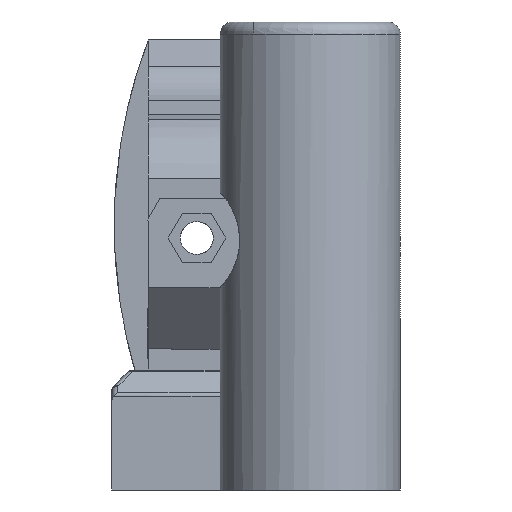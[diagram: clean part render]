
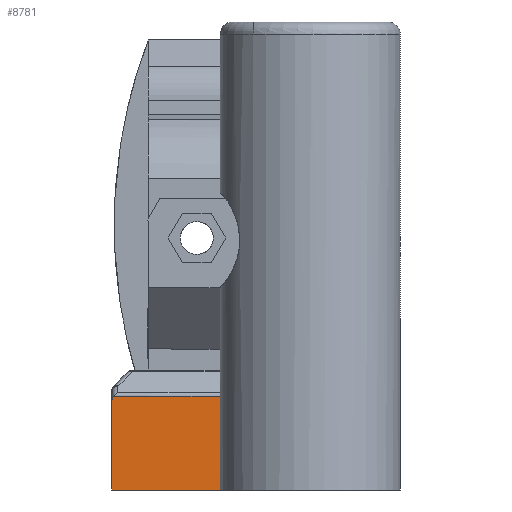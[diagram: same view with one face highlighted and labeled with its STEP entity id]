
A CAD part, front view. The second image highlights one B-rep face of the part: STEP entity #8781.
In plain terms, the highlighted planar face has unit normal (0, -1, 0).
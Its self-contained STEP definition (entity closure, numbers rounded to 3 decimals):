
#1503 = PLANE('',#1504);
#1504 = AXIS2_PLACEMENT_3D('',#1505,#1506,#1507);
#1505 = CARTESIAN_POINT('',(-6.719,36.466,0.));
#1506 = DIRECTION('',(0.,0.,-1.));
#1507 = DIRECTION('',(-1.,0.,0.));
#3189 = VERTEX_POINT('',#3190);
#3190 = CARTESIAN_POINT('',(-15.,55.461,0.));
#3204 = PLANE('',#3205);
#3205 = AXIS2_PLACEMENT_3D('',#3206,#3207,#3208);
#3206 = CARTESIAN_POINT('',(-15.,50.44,
    17.039));
#3207 = DIRECTION('',(-1.,0.,0.));
#3208 = DIRECTION('',(0.,-1.,0.));
#3216 = EDGE_CURVE('',#3217,#3189,#3219,.T.);
#3217 = VERTEX_POINT('',#3218);
#3218 = CARTESIAN_POINT('',(-33.045,55.461,0.));
#3219 = SURFACE_CURVE('',#3220,(#3224,#3231),.PCURVE_S1.);
#3220 = LINE('',#3221,#3222);
#3221 = CARTESIAN_POINT('',(-20.414,55.461,0.));
#3222 = VECTOR('',#3223,1.);
#3223 = DIRECTION('',(1.,0.,0.));
#3224 = PCURVE('',#1503,#3225);
#3225 = DEFINITIONAL_REPRESENTATION('',(#3226),#3230);
#3226 = LINE('',#3227,#3228);
#3227 = CARTESIAN_POINT('',(13.695,18.995));
#3228 = VECTOR('',#3229,1.);
#3229 = DIRECTION('',(-1.,-0.));
#3230 = ( GEOMETRIC_REPRESENTATION_CONTEXT(2) 
PARAMETRIC_REPRESENTATION_CONTEXT() REPRESENTATION_CONTEXT('2D SPACE',''
  ) );
#3231 = PCURVE('',#3232,#3237);
#3232 = PLANE('',#3233);
#3233 = AXIS2_PLACEMENT_3D('',#3234,#3235,#3236);
#3234 = CARTESIAN_POINT('',(-15.,55.461,0.));
#3235 = DIRECTION('',(-0.,-1.,-0.));
#3236 = DIRECTION('',(-1.,0.,0.));
#3237 = DEFINITIONAL_REPRESENTATION('',(#3238),#3242);
#3238 = LINE('',#3239,#3240);
#3239 = CARTESIAN_POINT('',(5.415,0.));
#3240 = VECTOR('',#3241,1.);
#3241 = DIRECTION('',(-1.,0.));
#3242 = ( GEOMETRIC_REPRESENTATION_CONTEXT(2) 
PARAMETRIC_REPRESENTATION_CONTEXT() REPRESENTATION_CONTEXT('2D SPACE',''
  ) );
#3260 = PLANE('',#3261);
#3261 = AXIS2_PLACEMENT_3D('',#3262,#3263,#3264);
#3262 = CARTESIAN_POINT('',(-33.045,55.461,0.));
#3263 = DIRECTION('',(-1.,0.,0.));
#3264 = DIRECTION('',(0.,1.,0.));
#8627 = VERTEX_POINT('',#8628);
#8628 = CARTESIAN_POINT('',(-15.,55.461,
    15.586));
#8647 = CYLINDRICAL_SURFACE('',#8648,1.);
#8648 = AXIS2_PLACEMENT_3D('',#8649,#8650,#8651);
#8649 = CARTESIAN_POINT('',(-15.,56.461,
    15.586));
#8650 = DIRECTION('',(-1.,0.,0.));
#8651 = DIRECTION('',(0.,-0.707,0.707));
#8659 = EDGE_CURVE('',#3189,#8627,#8660,.T.);
#8660 = SURFACE_CURVE('',#8661,(#8665,#8672),.PCURVE_S1.);
#8661 = LINE('',#8662,#8663);
#8662 = CARTESIAN_POINT('',(-15.,55.461,0.));
#8663 = VECTOR('',#8664,1.);
#8664 = DIRECTION('',(0.,0.,1.));
#8665 = PCURVE('',#3204,#8666);
#8666 = DEFINITIONAL_REPRESENTATION('',(#8667),#8671);
#8667 = LINE('',#8668,#8669);
#8668 = CARTESIAN_POINT('',(-5.021,-17.039));
#8669 = VECTOR('',#8670,1.);
#8670 = DIRECTION('',(0.,1.));
#8671 = ( GEOMETRIC_REPRESENTATION_CONTEXT(2) 
PARAMETRIC_REPRESENTATION_CONTEXT() REPRESENTATION_CONTEXT('2D SPACE',''
  ) );
#8672 = PCURVE('',#3232,#8673);
#8673 = DEFINITIONAL_REPRESENTATION('',(#8674),#8678);
#8674 = LINE('',#8675,#8676);
#8675 = CARTESIAN_POINT('',(0.,0.));
#8676 = VECTOR('',#8677,1.);
#8677 = DIRECTION('',(0.,-1.));
#8678 = ( GEOMETRIC_REPRESENTATION_CONTEXT(2) 
PARAMETRIC_REPRESENTATION_CONTEXT() REPRESENTATION_CONTEXT('2D SPACE',''
  ) );
#8781 = ADVANCED_FACE('',(#8782),#3232,.T.);
#8782 = FACE_BOUND('',#8783,.T.);
#8783 = EDGE_LOOP('',(#8784,#8807,#8808,#8809,#8832));
#8784 = ORIENTED_EDGE('',*,*,#8785,.F.);
#8785 = EDGE_CURVE('',#3217,#8786,#8788,.T.);
#8786 = VERTEX_POINT('',#8787);
#8787 = CARTESIAN_POINT('',(-33.045,55.461,14.586));
#8788 = SURFACE_CURVE('',#8789,(#8793,#8800),.PCURVE_S1.);
#8789 = LINE('',#8790,#8791);
#8790 = CARTESIAN_POINT('',(-33.045,55.461,0.));
#8791 = VECTOR('',#8792,1.);
#8792 = DIRECTION('',(0.,0.,1.));
#8793 = PCURVE('',#3232,#8794);
#8794 = DEFINITIONAL_REPRESENTATION('',(#8795),#8799);
#8795 = LINE('',#8796,#8797);
#8796 = CARTESIAN_POINT('',(18.046,0.));
#8797 = VECTOR('',#8798,1.);
#8798 = DIRECTION('',(0.,-1.));
#8799 = ( GEOMETRIC_REPRESENTATION_CONTEXT(2) 
PARAMETRIC_REPRESENTATION_CONTEXT() REPRESENTATION_CONTEXT('2D SPACE',''
  ) );
#8800 = PCURVE('',#3260,#8801);
#8801 = DEFINITIONAL_REPRESENTATION('',(#8802),#8806);
#8802 = LINE('',#8803,#8804);
#8803 = CARTESIAN_POINT('',(0.,0.));
#8804 = VECTOR('',#8805,1.);
#8805 = DIRECTION('',(0.,-1.));
#8806 = ( GEOMETRIC_REPRESENTATION_CONTEXT(2) 
PARAMETRIC_REPRESENTATION_CONTEXT() REPRESENTATION_CONTEXT('2D SPACE',''
  ) );
#8807 = ORIENTED_EDGE('',*,*,#3216,.T.);
#8808 = ORIENTED_EDGE('',*,*,#8659,.T.);
#8809 = ORIENTED_EDGE('',*,*,#8810,.T.);
#8810 = EDGE_CURVE('',#8627,#8811,#8813,.T.);
#8811 = VERTEX_POINT('',#8812);
#8812 = CARTESIAN_POINT('',(-32.752,55.461,
    15.586));
#8813 = SURFACE_CURVE('',#8814,(#8818,#8825),.PCURVE_S1.);
#8814 = LINE('',#8815,#8816);
#8815 = CARTESIAN_POINT('',(-15.,55.461,
    15.586));
#8816 = VECTOR('',#8817,1.);
#8817 = DIRECTION('',(-1.,0.,0.));
#8818 = PCURVE('',#3232,#8819);
#8819 = DEFINITIONAL_REPRESENTATION('',(#8820),#8824);
#8820 = LINE('',#8821,#8822);
#8821 = CARTESIAN_POINT('',(0.,-15.586));
#8822 = VECTOR('',#8823,1.);
#8823 = DIRECTION('',(1.,0.));
#8824 = ( GEOMETRIC_REPRESENTATION_CONTEXT(2) 
PARAMETRIC_REPRESENTATION_CONTEXT() REPRESENTATION_CONTEXT('2D SPACE',''
  ) );
#8825 = PCURVE('',#8647,#8826);
#8826 = DEFINITIONAL_REPRESENTATION('',(#8827),#8831);
#8827 = LINE('',#8828,#8829);
#8828 = CARTESIAN_POINT('',(-0.785,0.));
#8829 = VECTOR('',#8830,1.);
#8830 = DIRECTION('',(-0.,1.));
#8831 = ( GEOMETRIC_REPRESENTATION_CONTEXT(2) 
PARAMETRIC_REPRESENTATION_CONTEXT() REPRESENTATION_CONTEXT('2D SPACE',''
  ) );
#8832 = ORIENTED_EDGE('',*,*,#8833,.T.);
#8833 = EDGE_CURVE('',#8811,#8786,#8834,.T.);
#8834 = SURFACE_CURVE('',#8835,(#8840,#8847),.PCURVE_S1.);
#8835 = ELLIPSE('',#8836,1.414,1.);
#8836 = AXIS2_PLACEMENT_3D('',#8837,#8838,#8839);
#8837 = CARTESIAN_POINT('',(-32.045,55.461,14.586));
#8838 = DIRECTION('',(0.,-1.,0.));
#8839 = DIRECTION('',(0.,0.,-1.));
#8840 = PCURVE('',#3232,#8841);
#8841 = DEFINITIONAL_REPRESENTATION('',(#8842),#8846);
#8842 = ELLIPSE('',#8843,1.414,1.);
#8843 = AXIS2_PLACEMENT_2D('',#8844,#8845);
#8844 = CARTESIAN_POINT('',(17.046,-14.586));
#8845 = DIRECTION('',(0.,1.));
#8846 = ( GEOMETRIC_REPRESENTATION_CONTEXT(2) 
PARAMETRIC_REPRESENTATION_CONTEXT() REPRESENTATION_CONTEXT('2D SPACE',''
  ) );
#8847 = PCURVE('',#8848,#8853);
#8848 = CYLINDRICAL_SURFACE('',#8849,1.);
#8849 = AXIS2_PLACEMENT_3D('',#8850,#8851,#8852);
#8850 = CARTESIAN_POINT('',(-32.045,57.168,16.293));
#8851 = DIRECTION('',(-0.,-0.707,-0.707));
#8852 = DIRECTION('',(0.,-0.707,0.707));
#8853 = DEFINITIONAL_REPRESENTATION('',(#8854),#8864);
#8854 = B_SPLINE_CURVE_WITH_KNOTS('',8,(#8855,#8856,#8857,#8858,#8859,
    #8860,#8861,#8862,#8863),.UNSPECIFIED.,.F.,.F.,(9,9),(3.927
    ,4.712),.PIECEWISE_BEZIER_KNOTS.);
#8855 = CARTESIAN_POINT('',(0.785,1.707));
#8856 = CARTESIAN_POINT('',(0.884,1.777));
#8857 = CARTESIAN_POINT('',(0.982,1.854));
#8858 = CARTESIAN_POINT('',(1.08,1.938));
#8859 = CARTESIAN_POINT('',(1.178,2.027));
#8860 = CARTESIAN_POINT('',(1.276,2.121));
#8861 = CARTESIAN_POINT('',(1.374,2.218));
#8862 = CARTESIAN_POINT('',(1.473,2.316));
#8863 = CARTESIAN_POINT('',(1.571,2.414));
#8864 = ( GEOMETRIC_REPRESENTATION_CONTEXT(2) 
PARAMETRIC_REPRESENTATION_CONTEXT() REPRESENTATION_CONTEXT('2D SPACE',''
  ) );
